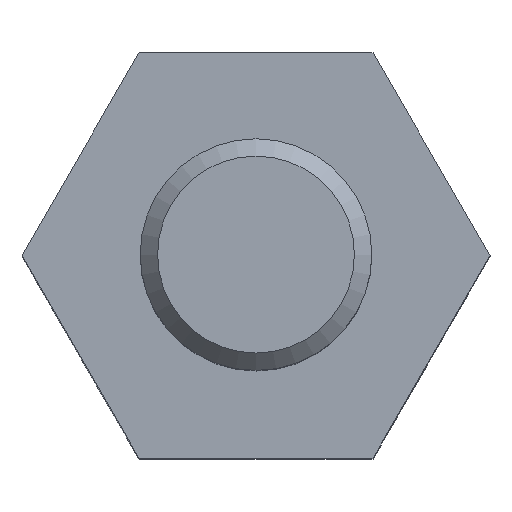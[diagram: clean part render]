
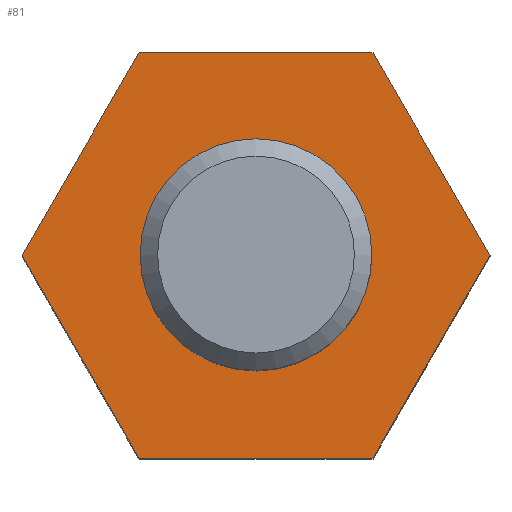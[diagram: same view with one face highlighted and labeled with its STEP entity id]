
A CAD part, top view. The second image highlights one B-rep face of the part: STEP entity #81.
In plain terms, the highlighted planar face has unit normal (0, 0, 1).
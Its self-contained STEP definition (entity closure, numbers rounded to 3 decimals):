
#81 = ADVANCED_FACE( '', ( #173, #174 ), #175, .T. );
#173 = FACE_BOUND( '', #267, .T. );
#174 = FACE_OUTER_BOUND( '', #268, .T. );
#175 = PLANE( '', #269 );
#267 = EDGE_LOOP( '', ( #405 ) );
#268 = EDGE_LOOP( '', ( #406, #407, #408, #409, #410, #411 ) );
#269 = AXIS2_PLACEMENT_3D( '', #412, #413, #414 );
#405 = ORIENTED_EDGE( '', *, *, #492, .T. );
#406 = ORIENTED_EDGE( '', *, *, #529, .T. );
#407 = ORIENTED_EDGE( '', *, *, #526, .T. );
#408 = ORIENTED_EDGE( '', *, *, #530, .T. );
#409 = ORIENTED_EDGE( '', *, *, #518, .T. );
#410 = ORIENTED_EDGE( '', *, *, #505, .T. );
#411 = ORIENTED_EDGE( '', *, *, #531, .T. );
#412 = CARTESIAN_POINT( '', ( 0., 0., 12. ) );
#413 = DIRECTION( '', ( 0., 0., 1. ) );
#414 = DIRECTION( '', ( 1., 0., 0. ) );
#492 = EDGE_CURVE( '', #566, #566, #567, .F. );
#505 = EDGE_CURVE( '', #588, #586, #589, .T. );
#518 = EDGE_CURVE( '', #608, #588, #609, .T. );
#526 = EDGE_CURVE( '', #618, #616, #619, .T. );
#529 = EDGE_CURVE( '', #622, #618, #623, .T. );
#530 = EDGE_CURVE( '', #616, #608, #624, .T. );
#531 = EDGE_CURVE( '', #586, #622, #625, .T. );
#566 = VERTEX_POINT( '', #685 );
#567 = CIRCLE( '', #686, 1.852 );
#586 = VERTEX_POINT( '', #717 );
#588 = VERTEX_POINT( '', #720 );
#589 = LINE( '', #721, #722 );
#608 = VERTEX_POINT( '', #754 );
#609 = LINE( '', #755, #756 );
#616 = VERTEX_POINT( '', #771 );
#618 = VERTEX_POINT( '', #774 );
#619 = LINE( '', #775, #776 );
#622 = VERTEX_POINT( '', #780 );
#623 = LINE( '', #781, #782 );
#624 = LINE( '', #783, #784 );
#625 = LINE( '', #785, #786 );
#685 = CARTESIAN_POINT( '', ( 1.852, 0., 12. ) );
#686 = AXIS2_PLACEMENT_3D( '', #837, #838, #839 );
#717 = CARTESIAN_POINT( '', ( 4.041, 0., 12. ) );
#720 = CARTESIAN_POINT( '', ( 2.021, -3.5, 12. ) );
#721 = CARTESIAN_POINT( '', ( 2.021, -3.5, 12. ) );
#722 = VECTOR( '', #856, 1000. );
#754 = CARTESIAN_POINT( '', ( -2.021, -3.5, 12. ) );
#755 = CARTESIAN_POINT( '', ( -2.021, -3.5, 12. ) );
#756 = VECTOR( '', #870, 1000. );
#771 = CARTESIAN_POINT( '', ( -4.041, 0., 12. ) );
#774 = CARTESIAN_POINT( '', ( -2.021, 3.5, 12. ) );
#775 = CARTESIAN_POINT( '', ( -2.021, 3.5, 12. ) );
#776 = VECTOR( '', #873, 1000. );
#780 = CARTESIAN_POINT( '', ( 2.021, 3.5, 12. ) );
#781 = CARTESIAN_POINT( '', ( 2.021, 3.5, 12. ) );
#782 = VECTOR( '', #875, 1000. );
#783 = CARTESIAN_POINT( '', ( -4.041, 0., 12. ) );
#784 = VECTOR( '', #876, 1000. );
#785 = CARTESIAN_POINT( '', ( 4.041, 0., 12. ) );
#786 = VECTOR( '', #877, 1000. );
#837 = CARTESIAN_POINT( '', ( 0., 0., 12. ) );
#838 = DIRECTION( '', ( 0., 0., 1. ) );
#839 = DIRECTION( '', ( 1., 0., 0. ) );
#856 = DIRECTION( '', ( 0.5, 0.866, 0. ) );
#870 = DIRECTION( '', ( 1., 0., 0. ) );
#873 = DIRECTION( '', ( -0.5, -0.866, 0. ) );
#875 = DIRECTION( '', ( -1., 0., 0. ) );
#876 = DIRECTION( '', ( 0.5, -0.866, 0. ) );
#877 = DIRECTION( '', ( -0.5, 0.866, 0. ) );
